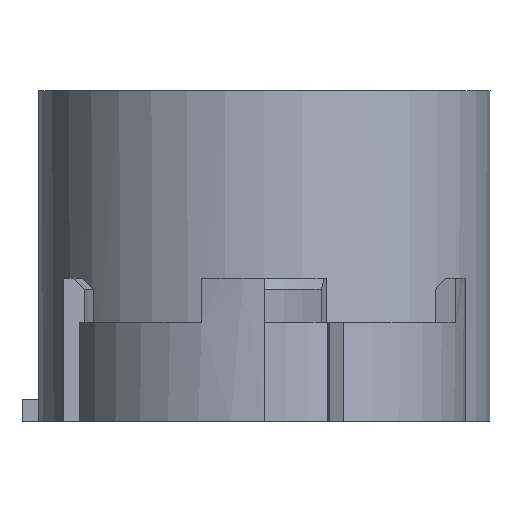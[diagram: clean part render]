
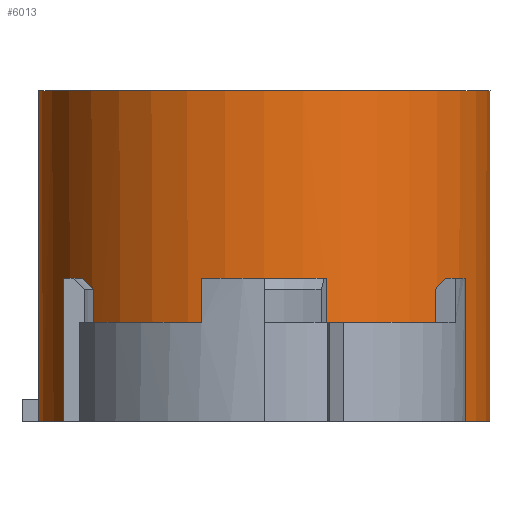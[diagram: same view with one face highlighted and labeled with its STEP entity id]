
A CAD part, left-side view. The second image highlights one B-rep face of the part: STEP entity #6013.
In plain terms, the highlighted cylindrical face has radius 41 mm (diameter 82 mm), a full revolution.
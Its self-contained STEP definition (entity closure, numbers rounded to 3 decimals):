
#690=CYLINDRICAL_SURFACE('',#6344,41.);
#992=FACE_OUTER_BOUND('',#1324,.T.);
#1324=EDGE_LOOP('',(#5594,#5595,#5596,#5597,#5598,#5599,#5600,#5601));
#1752=LINE('',#12571,#2185);
#1760=LINE('',#12586,#2193);
#1761=LINE('',#12593,#2194);
#2185=VECTOR('',#7361,10.);
#2193=VECTOR('',#7373,10.);
#2194=VECTOR('',#7382,41.);
#2340=CIRCLE('',#6343,41.);
#2341=CIRCLE('',#6345,41.);
#2342=CIRCLE('',#6346,41.);
#2343=CIRCLE('',#6347,41.);
#2948=VERTEX_POINT('',#12567);
#2950=VERTEX_POINT('',#12570);
#2954=VERTEX_POINT('',#12582);
#2955=VERTEX_POINT('',#12584);
#2956=VERTEX_POINT('',#12590);
#2957=VERTEX_POINT('',#12592);
#3844=EDGE_CURVE('',#2950,#2948,#1752,.T.);
#3852=EDGE_CURVE('',#2954,#2955,#1760,.T.);
#3853=EDGE_CURVE('',#2955,#2950,#2340,.T.);
#3854=EDGE_CURVE('',#2956,#2956,#2341,.T.);
#3855=EDGE_CURVE('',#2956,#2957,#1761,.T.);
#3856=EDGE_CURVE('',#2957,#2954,#2342,.T.);
#3857=EDGE_CURVE('',#2948,#2957,#2343,.T.);
#5594=ORIENTED_EDGE('',*,*,#3854,.F.);
#5595=ORIENTED_EDGE('',*,*,#3855,.T.);
#5596=ORIENTED_EDGE('',*,*,#3856,.T.);
#5597=ORIENTED_EDGE('',*,*,#3852,.T.);
#5598=ORIENTED_EDGE('',*,*,#3853,.T.);
#5599=ORIENTED_EDGE('',*,*,#3844,.T.);
#5600=ORIENTED_EDGE('',*,*,#3857,.T.);
#5601=ORIENTED_EDGE('',*,*,#3855,.F.);
#6013=ADVANCED_FACE('',(#992),#690,.T.);
#6343=AXIS2_PLACEMENT_3D('',#12588,#7376,#7377);
#6344=AXIS2_PLACEMENT_3D('',#12589,#7378,#7379);
#6345=AXIS2_PLACEMENT_3D('',#12591,#7380,#7381);
#6346=AXIS2_PLACEMENT_3D('',#12594,#7383,#7384);
#6347=AXIS2_PLACEMENT_3D('',#12595,#7385,#7386);
#7361=DIRECTION('',(0.,0.,-1.));
#7373=DIRECTION('',(0.,0.,1.));
#7376=DIRECTION('center_axis',(0.,0.,1.));
#7377=DIRECTION('ref_axis',(1.,0.,0.));
#7378=DIRECTION('center_axis',(0.,0.,1.));
#7379=DIRECTION('ref_axis',(1.,0.,0.));
#7380=DIRECTION('center_axis',(0.,0.,1.));
#7381=DIRECTION('ref_axis',(1.,0.,0.));
#7382=DIRECTION('',(0.,0.,-1.));
#7383=DIRECTION('center_axis',(0.,0.,1.));
#7384=DIRECTION('ref_axis',(1.,0.,0.));
#7385=DIRECTION('center_axis',(0.,0.,1.));
#7386=DIRECTION('ref_axis',(1.,0.,0.));
#12567=CARTESIAN_POINT('',(199.,40.988,0.));
#12570=CARTESIAN_POINT('',(199.,40.988,4.));
#12571=CARTESIAN_POINT('',(199.,40.988,0.));
#12582=CARTESIAN_POINT('',(201.,40.988,0.));
#12584=CARTESIAN_POINT('',(201.,40.988,4.));
#12586=CARTESIAN_POINT('',(201.,40.988,0.));
#12588=CARTESIAN_POINT('Origin',(200.,0.,4.));
#12589=CARTESIAN_POINT('Origin',(200.,0.,0.));
#12590=CARTESIAN_POINT('',(159.,0.,60.));
#12591=CARTESIAN_POINT('Origin',(200.,0.,60.));
#12592=CARTESIAN_POINT('',(159.,0.,0.));
#12593=CARTESIAN_POINT('',(159.,0.,0.));
#12594=CARTESIAN_POINT('Origin',(200.,0.,0.));
#12595=CARTESIAN_POINT('Origin',(200.,0.,0.));
